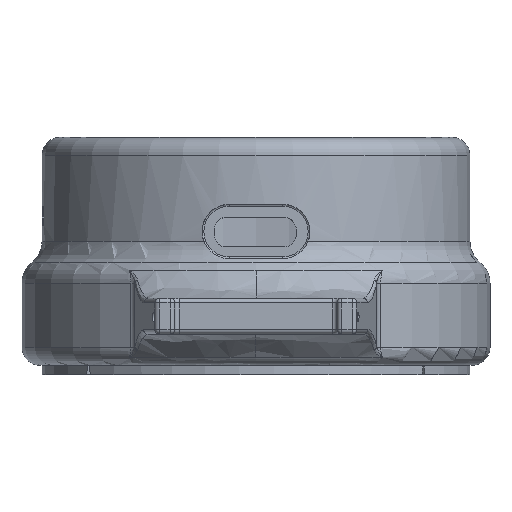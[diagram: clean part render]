
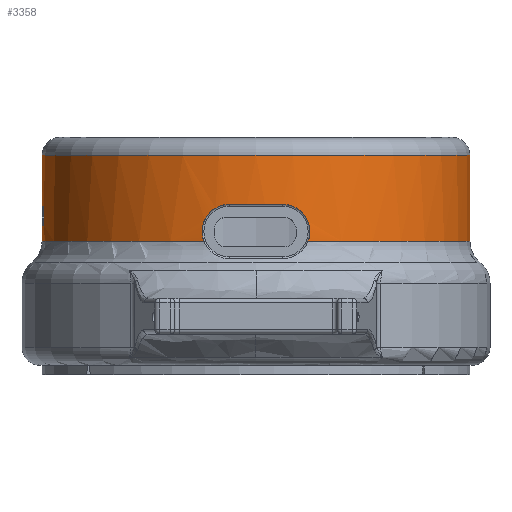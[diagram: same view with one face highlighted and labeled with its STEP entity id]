
A CAD part, front view. The second image highlights one B-rep face of the part: STEP entity #3358.
In plain terms, the highlighted cylindrical face has radius 24 mm (diameter 48 mm), a full revolution.
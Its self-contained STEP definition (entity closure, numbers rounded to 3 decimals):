
#28=FACE_BOUND('',#611,.T.);
#180=B_SPLINE_CURVE_WITH_KNOTS('',3,(#6540,#6541,#6542,#6543,#6544,#6545,
#6546,#6547,#6548,#6549,#6550,#6551,#6552),.UNSPECIFIED.,.F.,.F.,(4,3,2,
2,2,4),(-0.108,0.,0.115,0.23,0.347,
0.464),.UNSPECIFIED.);
#181=B_SPLINE_CURVE_WITH_KNOTS('',3,(#6555,#6556,#6557,#6558,#6559,#6560,
#6561,#6562,#6563,#6564,#6565,#6566),.UNSPECIFIED.,.F.,.F.,(4,2,2,2,2,4),
(0.46,0.577,0.693,0.808,
0.924,1.032),.UNSPECIFIED.);
#395=FACE_OUTER_BOUND('',#610,.T.);
#610=EDGE_LOOP('',(#2718,#2719,#2720,#2721,#2722,#2723,#2724,#2725,#2726,
#2727));
#611=EDGE_LOOP('',(#2728,#2729,#2730,#2731));
#790=LINE('',#6538,#957);
#791=LINE('',#6572,#958);
#792=LINE('',#6575,#959);
#957=VECTOR('',#4440,24.);
#958=VECTOR('',#4447,10.);
#959=VECTOR('',#4450,10.);
#1170=CIRCLE('',#3686,24.);
#1172=CIRCLE('',#3688,24.);
#1173=CIRCLE('',#3689,24.);
#1175=CIRCLE('',#3692,24.);
#1176=CIRCLE('',#3693,24.);
#1177=CIRCLE('',#3694,24.);
#1178=CIRCLE('',#3695,24.);
#1179=CIRCLE('',#3696,24.);
#1450=VERTEX_POINT('',#6485);
#1452=VERTEX_POINT('',#6507);
#1453=VERTEX_POINT('',#6510);
#1454=VERTEX_POINT('',#6512);
#1456=VERTEX_POINT('',#6535);
#1457=VERTEX_POINT('',#6536);
#1458=VERTEX_POINT('',#6539);
#1459=VERTEX_POINT('',#6553);
#1460=VERTEX_POINT('',#6568);
#1461=VERTEX_POINT('',#6569);
#1462=VERTEX_POINT('',#6571);
#1463=VERTEX_POINT('',#6573);
#1895=EDGE_CURVE('',#1450,#1452,#1170,.T.);
#1897=EDGE_CURVE('',#1452,#1453,#1172,.T.);
#1898=EDGE_CURVE('',#1453,#1454,#1173,.T.);
#1901=EDGE_CURVE('',#1456,#1457,#1175,.T.);
#1902=EDGE_CURVE('',#1456,#1453,#790,.T.);
#1903=EDGE_CURVE('',#1450,#1458,#180,.T.);
#1904=EDGE_CURVE('',#1458,#1459,#1176,.T.);
#1905=EDGE_CURVE('',#1459,#1454,#181,.T.);
#1906=EDGE_CURVE('',#1457,#1456,#1177,.T.);
#1907=EDGE_CURVE('',#1460,#1461,#1178,.T.);
#1908=EDGE_CURVE('',#1461,#1462,#791,.T.);
#1909=EDGE_CURVE('',#1462,#1463,#1179,.T.);
#1910=EDGE_CURVE('',#1463,#1460,#792,.T.);
#2718=ORIENTED_EDGE('',*,*,#1901,.F.);
#2719=ORIENTED_EDGE('',*,*,#1902,.T.);
#2720=ORIENTED_EDGE('',*,*,#1897,.F.);
#2721=ORIENTED_EDGE('',*,*,#1895,.F.);
#2722=ORIENTED_EDGE('',*,*,#1903,.T.);
#2723=ORIENTED_EDGE('',*,*,#1904,.T.);
#2724=ORIENTED_EDGE('',*,*,#1905,.T.);
#2725=ORIENTED_EDGE('',*,*,#1898,.F.);
#2726=ORIENTED_EDGE('',*,*,#1902,.F.);
#2727=ORIENTED_EDGE('',*,*,#1906,.F.);
#2728=ORIENTED_EDGE('',*,*,#1907,.T.);
#2729=ORIENTED_EDGE('',*,*,#1908,.T.);
#2730=ORIENTED_EDGE('',*,*,#1909,.T.);
#2731=ORIENTED_EDGE('',*,*,#1910,.T.);
#3195=CYLINDRICAL_SURFACE('',#3691,24.);
#3358=ADVANCED_FACE('',(#395,#28),#3195,.T.);
#3686=AXIS2_PLACEMENT_3D('',#6508,#4426,#4427);
#3688=AXIS2_PLACEMENT_3D('',#6511,#4430,#4431);
#3689=AXIS2_PLACEMENT_3D('',#6513,#4432,#4433);
#3691=AXIS2_PLACEMENT_3D('',#6534,#4436,#4437);
#3692=AXIS2_PLACEMENT_3D('',#6537,#4438,#4439);
#3693=AXIS2_PLACEMENT_3D('',#6554,#4441,#4442);
#3694=AXIS2_PLACEMENT_3D('',#6567,#4443,#4444);
#3695=AXIS2_PLACEMENT_3D('',#6570,#4445,#4446);
#3696=AXIS2_PLACEMENT_3D('',#6574,#4448,#4449);
#4426=DIRECTION('center_axis',(0.,0.,-1.));
#4427=DIRECTION('ref_axis',(1.,0.,0.));
#4430=DIRECTION('center_axis',(0.,0.,-1.));
#4431=DIRECTION('ref_axis',(1.,0.,0.));
#4432=DIRECTION('center_axis',(0.,0.,-1.));
#4433=DIRECTION('ref_axis',(1.,0.,0.));
#4436=DIRECTION('center_axis',(0.,0.,1.));
#4437=DIRECTION('ref_axis',(-1.,0.,0.));
#4438=DIRECTION('center_axis',(0.,0.,1.));
#4439=DIRECTION('ref_axis',(-1.,0.,0.));
#4440=DIRECTION('',(0.,0.,-1.));
#4441=DIRECTION('center_axis',(0.,0.,
1.));
#4442=DIRECTION('ref_axis',(-1.,0.,0.));
#4443=DIRECTION('center_axis',(0.,0.,1.));
#4444=DIRECTION('ref_axis',(-1.,0.,0.));
#4445=DIRECTION('center_axis',(0.,0.,-1.));
#4446=DIRECTION('ref_axis',(-1.,0.,0.));
#4447=DIRECTION('',(0.,0.,1.));
#4448=DIRECTION('center_axis',(0.,0.,1.));
#4449=DIRECTION('ref_axis',(-1.,0.,0.));
#4450=DIRECTION('',(0.,0.,-1.));
#6485=CARTESIAN_POINT('',(-5.846,-23.277,7.904));
#6507=CARTESIAN_POINT('',(-24.,-0.01,7.904));
#6508=CARTESIAN_POINT('Origin',(0.,0.,7.904));
#6510=CARTESIAN_POINT('',(24.,0.,7.904));
#6511=CARTESIAN_POINT('Origin',(0.,0.,7.904));
#6512=CARTESIAN_POINT('',(5.846,-23.277,7.904));
#6513=CARTESIAN_POINT('Origin',(0.,0.,7.904));
#6534=CARTESIAN_POINT('Origin',(0.,0.,-5.044));
#6535=CARTESIAN_POINT('',(24.,0.,17.556));
#6536=CARTESIAN_POINT('',(-24.,0.,17.556));
#6537=CARTESIAN_POINT('Origin',(0.,0.,17.556));
#6538=CARTESIAN_POINT('',(24.,0.,-5.044));
#6539=CARTESIAN_POINT('',(-3.,-23.812,12.05));
#6540=CARTESIAN_POINT('Ctrl Pts',(-5.846,-23.277,7.904));
#6541=CARTESIAN_POINT('Ctrl Pts',(-5.983,-23.243,8.259));
#6542=CARTESIAN_POINT('Ctrl Pts',(-6.05,-23.225,8.64));
#6543=CARTESIAN_POINT('Ctrl Pts',(-6.05,-23.225,9.));
#6544=CARTESIAN_POINT('Ctrl Pts',(-6.05,-23.225,9.384));
#6545=CARTESIAN_POINT('Ctrl Pts',(-5.973,-23.245,9.792));
#6546=CARTESIAN_POINT('Ctrl Pts',(-5.663,-23.323,10.54));
#6547=CARTESIAN_POINT('Ctrl Pts',(-5.431,-23.379,10.881));
#6548=CARTESIAN_POINT('Ctrl Pts',(-4.892,-23.498,11.423));
#6549=CARTESIAN_POINT('Ctrl Pts',(-4.549,-23.568,11.659));
#6550=CARTESIAN_POINT('Ctrl Pts',(-3.796,-23.701,11.972));
#6551=CARTESIAN_POINT('Ctrl Pts',(-3.386,-23.763,12.05));
#6552=CARTESIAN_POINT('Ctrl Pts',(-3.,-23.812,12.05));
#6553=CARTESIAN_POINT('',(3.,-23.812,12.05));
#6554=CARTESIAN_POINT('Origin',(0.,0.,12.05));
#6555=CARTESIAN_POINT('Ctrl Pts',(3.,-23.812,12.05));
#6556=CARTESIAN_POINT('Ctrl Pts',(3.384,-23.763,12.05));
#6557=CARTESIAN_POINT('Ctrl Pts',(3.793,-23.701,11.973));
#6558=CARTESIAN_POINT('Ctrl Pts',(4.544,-23.569,11.662));
#6559=CARTESIAN_POINT('Ctrl Pts',(4.886,-23.499,11.427));
#6560=CARTESIAN_POINT('Ctrl Pts',(5.426,-23.38,10.888));
#6561=CARTESIAN_POINT('Ctrl Pts',(5.66,-23.323,10.546));
#6562=CARTESIAN_POINT('Ctrl Pts',(5.973,-23.246,9.795));
#6563=CARTESIAN_POINT('Ctrl Pts',(6.05,-23.225,9.385));
#6564=CARTESIAN_POINT('Ctrl Pts',(6.05,-23.225,8.64));
#6565=CARTESIAN_POINT('Ctrl Pts',(5.983,-23.243,8.259));
#6566=CARTESIAN_POINT('Ctrl Pts',(5.846,-23.277,7.904));
#6567=CARTESIAN_POINT('Origin',(0.,0.,17.556));
#6568=CARTESIAN_POINT('',(-23.812,-3.,9.7));
#6569=CARTESIAN_POINT('',(-23.995,0.5,9.7));
#6570=CARTESIAN_POINT('Origin',(0.,0.,9.7));
#6571=CARTESIAN_POINT('',(-23.995,0.5,11.8));
#6572=CARTESIAN_POINT('',(-23.995,0.5,-5.044));
#6573=CARTESIAN_POINT('',(-23.812,-3.,11.8));
#6574=CARTESIAN_POINT('Origin',(0.,0.,11.8));
#6575=CARTESIAN_POINT('',(-23.812,-3.,-5.044));
